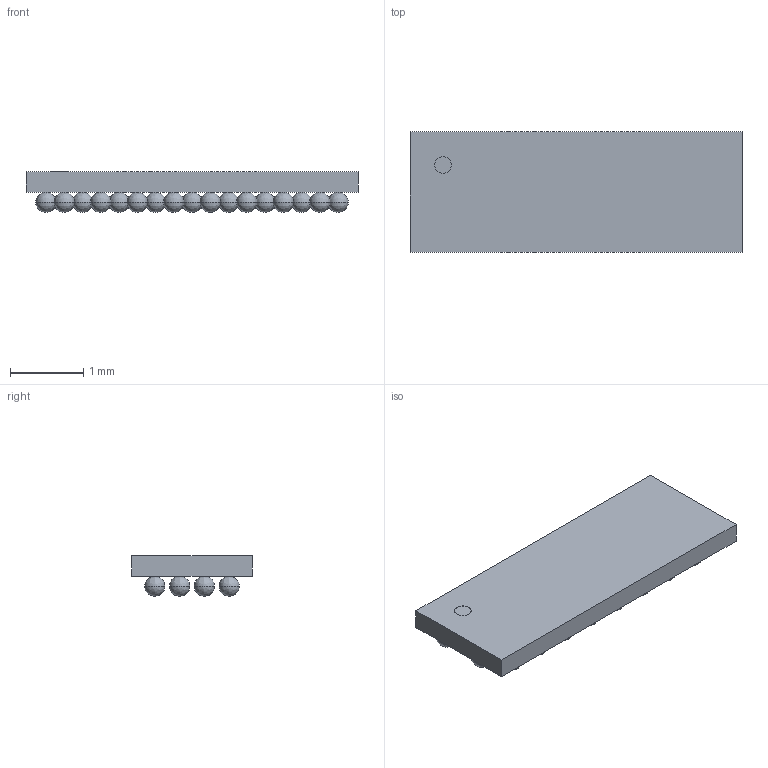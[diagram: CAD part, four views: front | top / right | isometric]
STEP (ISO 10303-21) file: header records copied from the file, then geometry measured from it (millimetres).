
FILE_DESCRIPTION (( 'STEP AP214' ), '1' );
FILE_NAME ('DA7212-01UM2.STEP', '2023-04-11T03:06:44', ( '' ), ( '' ), 'SwSTEP 2.0', 'SolidWorks 2013', '' );
FILE_SCHEMA (( 'AUTOMOTIVE_DESIGN' ));
Length unit declared in the file: inch
Products named in the file (1): DA7212-01UM2
Bounding box: 4.55 x 1.65 x 0.56 mm (x, y, z)
Volume: 2.5 mm3; surface area: 26.9 mm2
Topology: 36 solids, 36 shells, 78 faces, 222 edges, 80 vertices
Faces by surface type: bspline 68, plane 8, cylinder 2
Entity records: 3793 total; most frequent: CARTESIAN_POINT 1265, DIRECTION 180, ORIENTED_EDGE 172, DIMENSIONAL_EXPONENTS 116, LENGTH_MEASURE_WITH_UNIT 116, UNCERTAINTY_MEASURE_WITH_UNIT 116, FILL_AREA_STYLE 115, MECHANICAL_DESIGN_GEOMETRIC_PRESENTATION_REPRESENTATION 115
